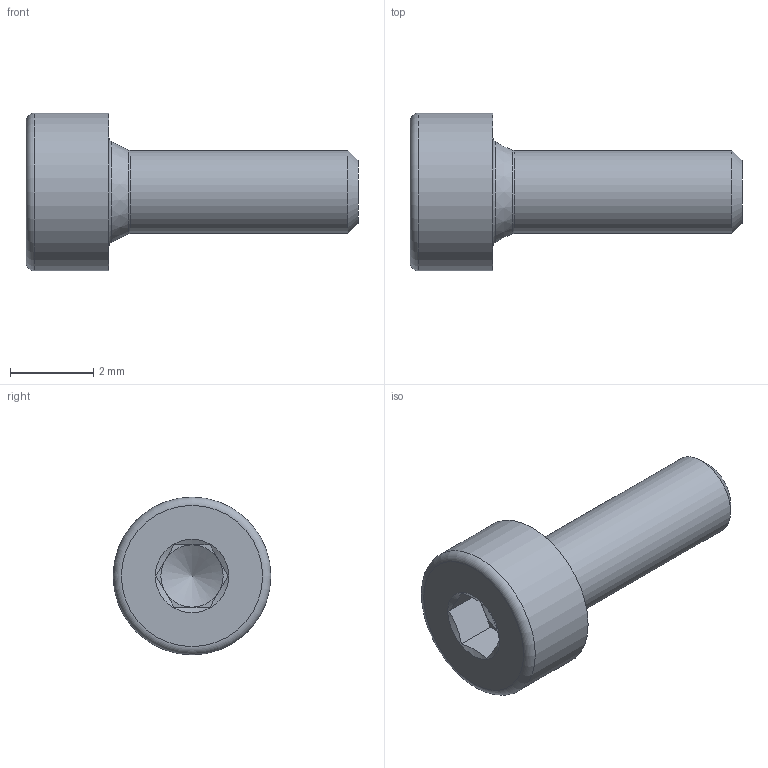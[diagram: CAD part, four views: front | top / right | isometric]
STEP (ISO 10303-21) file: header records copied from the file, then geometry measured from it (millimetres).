
FILE_DESCRIPTION(/* description */ ('Alibre Inc.'),/* implementation_level */ '2;1');
FILE_NAME(/* name */ 'export-CA979581-FDDD-4FA2-A255-1A6F072A10E3',/* time_stamp */ '2023-03-11T17:55:53+01:00',/* author */ (''),/* organization */ (''),/* preprocessor_version */ 'ST-DEVELOPER v17',/* originating_system */ 'Alibre',/* authorisation */ '');
FILE_SCHEMA (('AUTOMOTIVE_DESIGN'));
Length unit declared in the file: millimetre
Products named in the file (1): Cylinder head screw DIN 912 M2x6 07000.020.006(High)
Bounding box: 8 x 3.8 x 3.8 mm (x, y, z)
Volume: 39.4 mm3; surface area: 86.5 mm2
Topology: 1 solids, 1 shells, 24 faces, 56 edges, 35 vertices
Faces by surface type: plane 15, cone 4, torus 3, cylinder 2
Full cylindrical faces by diameter (mm): 2 x1, 3.8 x1
Entity records: 662 total; most frequent: CARTESIAN_POINT 127, ORIENTED_EDGE 110, DIRECTION 94, EDGE_CURVE 55, AXIS2_PLACEMENT_3D 44, VERTEX_POINT 35, EDGE_LOOP 26, FACE_BOUND 26
